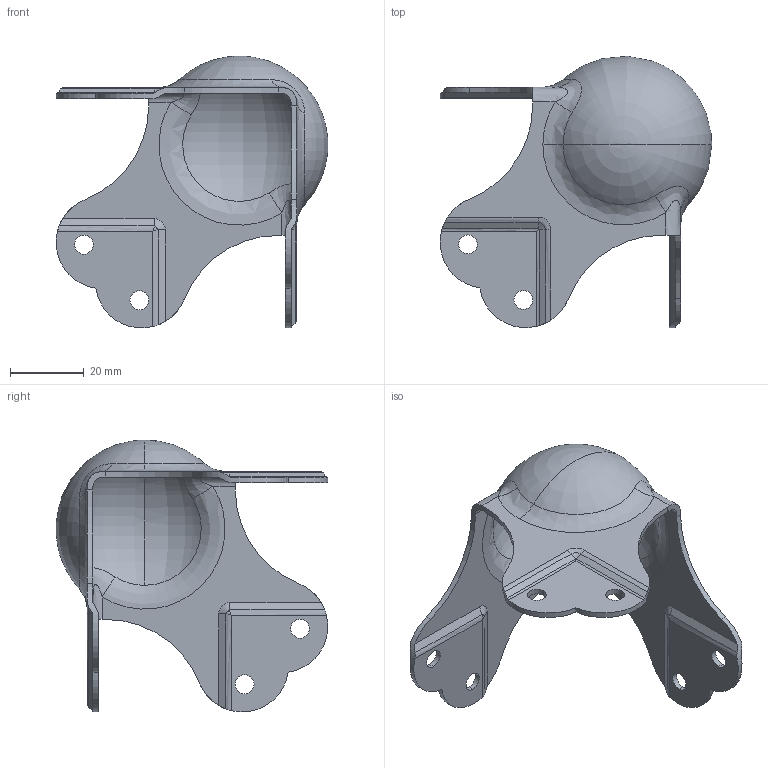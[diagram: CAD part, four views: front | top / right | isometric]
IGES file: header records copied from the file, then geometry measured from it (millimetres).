
Start section: SolidWorks IGES file using analytic representation for surfaces
Global section: file name: 41046.IGS; native system: SolidWorks 2011; preprocessor: SolidWorks 2011; author: martinb; date: 110119.081713; units: millimetre
Bounding box: 73.39 x 73.36 x 73.5 mm (x, y, z)
Volume: 12816.3 mm3; surface area: 17861.6 mm2
Topology: 1 solids, 1 shells, 106 faces, 292 edges, 181 vertices
Faces by surface type: revolution 70, plane 27, bspline 9
